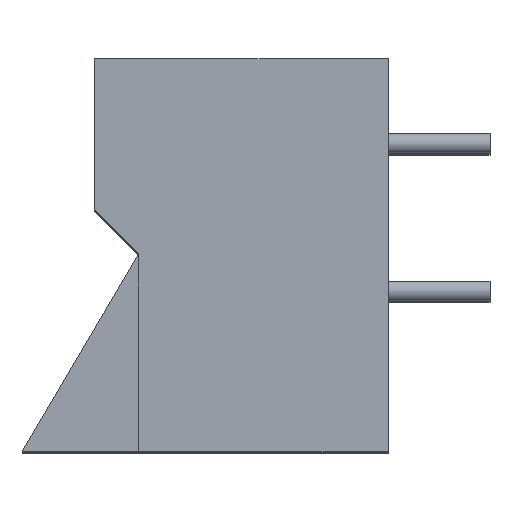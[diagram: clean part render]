
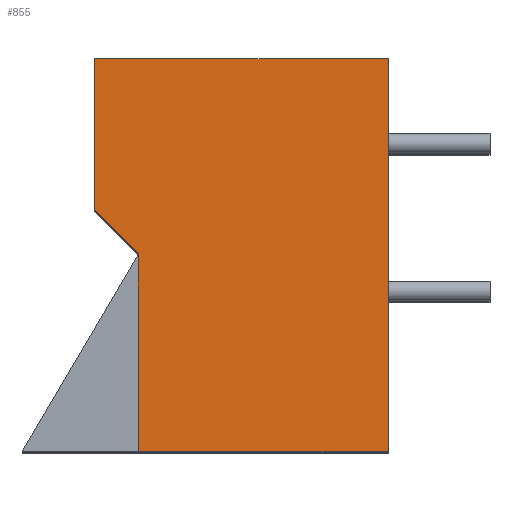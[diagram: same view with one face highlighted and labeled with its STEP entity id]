
A CAD part, top view. The second image highlights one B-rep face of the part: STEP entity #855.
In plain terms, the highlighted planar face has unit normal (0, 0, 1).
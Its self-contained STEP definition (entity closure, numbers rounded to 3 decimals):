
#855=ADVANCED_FACE('',(#1208),#1210,.T.);
#1208=FACE_BOUND('',#1209,.T.);
#1209=EDGE_LOOP('',(#1416,#1417,#1418,#1419,#1420,#1421));
#1210=PLANE('',#1211);
#1211=AXIS2_PLACEMENT_3D('',#1212,#1213,#1214);
#1212=CARTESIAN_POINT('',(0.,0.,0.));
#1213=DIRECTION('',(0.,0.,1.));
#1214=DIRECTION('',(1.,0.,0.));
#1416=ORIENTED_EDGE('',*,*,#1515,.T.);
#1417=ORIENTED_EDGE('',*,*,#1519,.T.);
#1418=ORIENTED_EDGE('',*,*,#1522,.T.);
#1419=ORIENTED_EDGE('',*,*,#1525,.T.);
#1420=ORIENTED_EDGE('',*,*,#1528,.T.);
#1421=ORIENTED_EDGE('',*,*,#1530,.T.);
#1515=EDGE_CURVE('',#1682,#1680,#1683,.T.);
#1519=EDGE_CURVE('',#1680,#1687,#1689,.T.);
#1522=EDGE_CURVE('',#1687,#1692,#1694,.T.);
#1525=EDGE_CURVE('',#1692,#1697,#1699,.T.);
#1528=EDGE_CURVE('',#1697,#1702,#1704,.T.);
#1530=EDGE_CURVE('',#1702,#1682,#1706,.T.);
#1680=VERTEX_POINT('',#2045);
#1682=VERTEX_POINT('',#2049);
#1683=LINE('',#2050,#2051);
#1687=VERTEX_POINT('',#2060);
#1689=LINE('',#2064,#2065);
#1692=VERTEX_POINT('',#2071);
#1694=LINE('',#2075,#2076);
#1697=VERTEX_POINT('',#2082);
#1699=LINE('',#2086,#2087);
#1702=VERTEX_POINT('',#2093);
#1704=LINE('',#2097,#2098);
#1706=LINE('',#2103,#2104);
#2045=CARTESIAN_POINT('',(10.1,0.,0.));
#2049=CARTESIAN_POINT('',(10.1,-13.513,0.));
#2050=CARTESIAN_POINT('',(10.1,-13.513,0.));
#2051=VECTOR('',#2052,1.);
#2052=DIRECTION('',(0.,1.,0.));
#2060=CARTESIAN_POINT('',(0.,0.,0.));
#2064=CARTESIAN_POINT('',(10.1,0.,0.));
#2065=VECTOR('',#2066,1.);
#2066=DIRECTION('',(-1.,0.,0.));
#2071=CARTESIAN_POINT('',(0.,-5.19,0.));
#2075=CARTESIAN_POINT('',(0.,0.,0.));
#2076=VECTOR('',#2077,1.);
#2077=DIRECTION('',(0.,-1.,0.));
#2082=CARTESIAN_POINT('',(1.5,-6.713,0.));
#2086=CARTESIAN_POINT('',(0.,-5.19,0.));
#2087=VECTOR('',#2088,1.);
#2088=DIRECTION('',(0.702,-0.712,0.));
#2093=CARTESIAN_POINT('',(1.5,-13.513,0.));
#2097=CARTESIAN_POINT('',(1.5,-6.713,0.));
#2098=VECTOR('',#2099,1.);
#2099=DIRECTION('',(0.,-1.,0.));
#2103=CARTESIAN_POINT('',(1.5,-13.513,0.));
#2104=VECTOR('',#2105,1.);
#2105=DIRECTION('',(1.,0.,0.));
